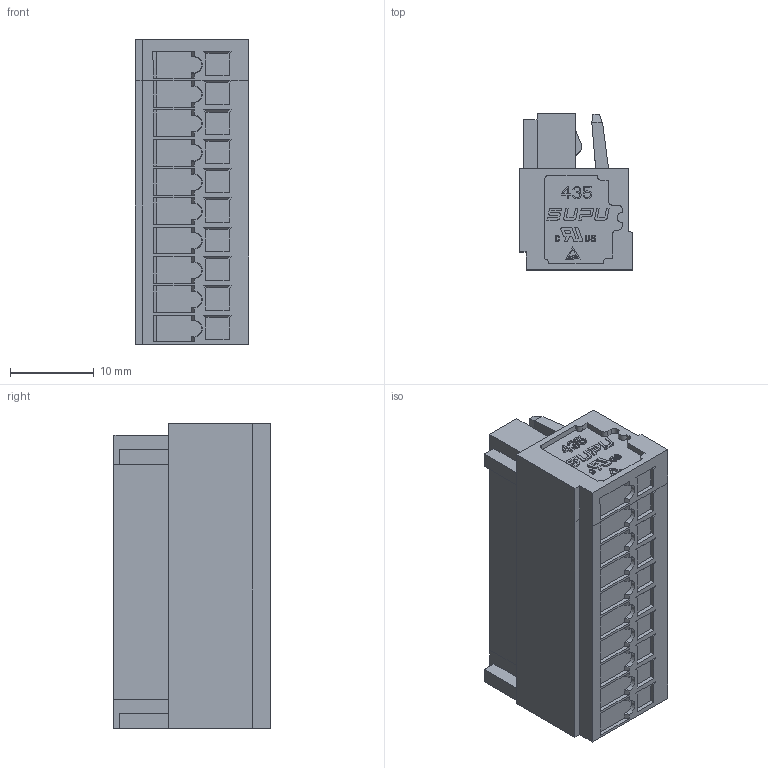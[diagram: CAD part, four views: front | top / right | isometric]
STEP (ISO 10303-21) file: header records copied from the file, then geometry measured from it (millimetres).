
FILE_DESCRIPTION(/* description */ (''),/* implementation_level */ '2;1');
FILE_NAME(/* name */ '435110.stp',/* time_stamp */ '2022-03-28T09:56:43+08:00',/* author */ (''),/* organization */ (''),/* preprocessor_version */ 'ST-DEVELOPER v16',/* originating_system */ 'SIEMENS PLM Software NX 10.0',/* authorisation */ '');
FILE_SCHEMA (('AP203_CONFIGURATION_CONTROLLED_3D_DESIGN_OF_MECHANICAL_PARTS_AND_ASSEMBLIES_MIM_LF { 1 0 10303 403 2 1 2}'));
Length unit declared in the file: millimetre
Products named in the file (1): syf02FF0922Cfjbe
Bounding box: 13.5 x 18.65 x 36.4 mm (x, y, z)
Volume: 6457.7 mm3; surface area: 4367.6 mm2
Topology: 1 solids, 11 shells, 1080 faces, 2940 edges, 1936 vertices
Faces by surface type: plane 894, cylinder 149, cone 22, sphere 9, extrusion 6
Entity records: 34128 total; most frequent: CARTESIAN_POINT 6760, ORIENTED_EDGE 5862, DIRECTION 5257, EDGE_CURVE 2931, VECTOR 2489, LINE 2483, VERTEX_POINT 1936, AXIS2_PLACEMENT_3D 1384
